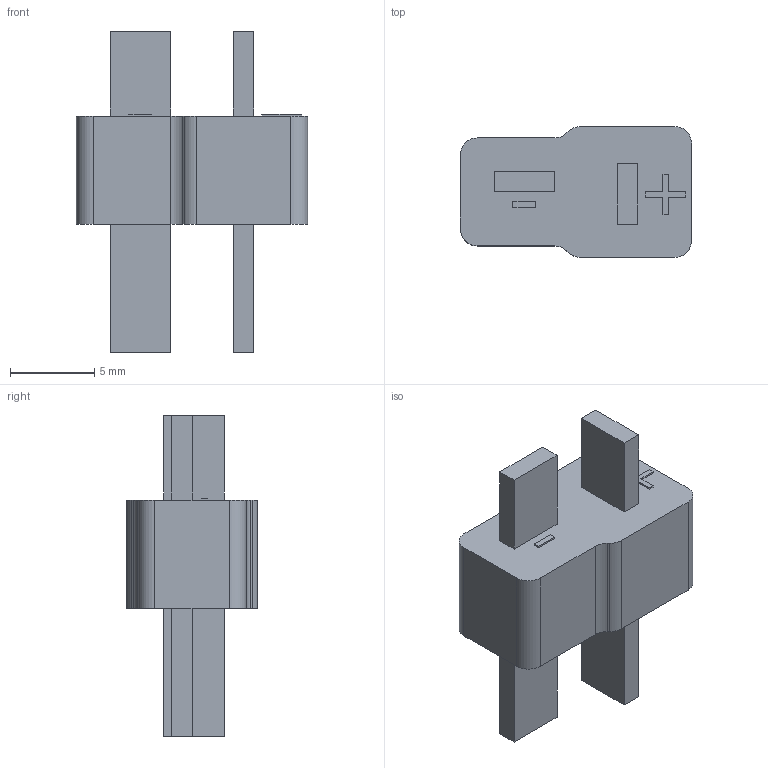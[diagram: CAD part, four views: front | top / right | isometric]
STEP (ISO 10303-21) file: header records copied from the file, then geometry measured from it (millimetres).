
FILE_DESCRIPTION (( 'STEP AP214' ), '1' );
FILE_NAME ('Male T-Plug connector.STEP', '2023-07-21T18:19:15', ( '' ), ( '' ), 'SwSTEP 2.0', 'SolidWorks 2010', '' );
FILE_SCHEMA (( 'AUTOMOTIVE_DESIGN' ));
Length unit declared in the file: millimetre
Products named in the file (1): Male T-Plug connector
Bounding box: 13.7 x 7.75 x 19 mm (x, y, z)
Volume: 728.1 mm3; surface area: 694.1 mm2
Topology: 1 solids, 1 shells, 56 faces, 144 edges, 96 vertices
Faces by surface type: plane 48, cylinder 8
Entity records: 1938 total; most frequent: CARTESIAN_POINT 297, ORIENTED_EDGE 288, DIRECTION 274, EDGE_CURVE 144, VECTOR 128, LINE 128, VERTEX_POINT 96, AXIS2_PLACEMENT_3D 73
